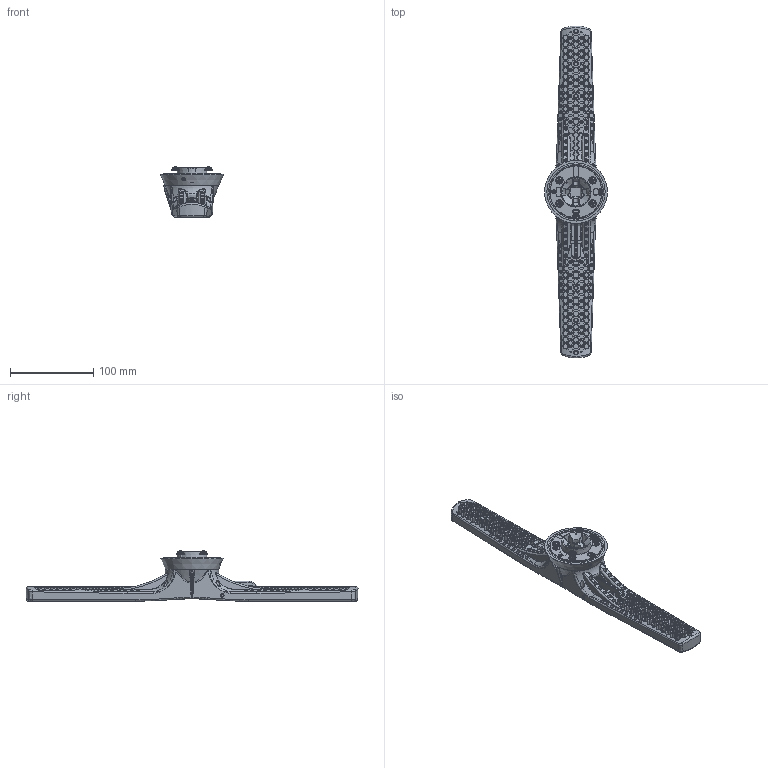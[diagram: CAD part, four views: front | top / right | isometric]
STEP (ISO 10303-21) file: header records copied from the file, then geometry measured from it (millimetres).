
FILE_DESCRIPTION(/* description */ (''),/* implementation_level */ '2;1');
FILE_NAME(/* name */ 'FILE_STP_CAD_DRAWING_3D_GLX64B2H_prt.stp',/* time_stamp */ '2025-04-14T15:20:35+02:00',/* author */ (''),/* organization */ (''),/* preprocessor_version */ 'ST-DEVELOPER v16.7',/* originating_system */ 'SIEMENS PLM Software NX 12.0',/* authorisation */ '');
FILE_SCHEMA (('AUTOMOTIVE_DESIGN { 1 0 10303 214 3 1 1 1 }'));
Length unit declared in the file: millimetre
Products named in the file (1): 3D_GLX64B2H
Bounding box: 75.79 x 399.84 x 60.7 mm (x, y, z)
Surface area: 117364 mm2 (no closed solid volume)
Topology: 0 solids, 48 shells, 5447 faces, 15805 edges, 9806 vertices
Faces by surface type: bspline 2187, cylinder 1632, plane 1371, cone 138, torus 92, sphere 17, extrusion 10
Full cylindrical faces by diameter (mm): 3.4 x2, 3.5 x1, 4.509 x1, 6.7 x1, 9 x4, 65.9 x1, 70.1 x1, 75.791 x1
Entity records: 219341 total; most frequent: CARTESIAN_POINT 97867, ORIENTED_EDGE 25812, DIRECTION 21525, EDGE_CURVE 15383, VERTEX_POINT 9623, AXIS2_PLACEMENT_3D 8492, EDGE_LOOP 5907, ADVANCED_FACE 5445
